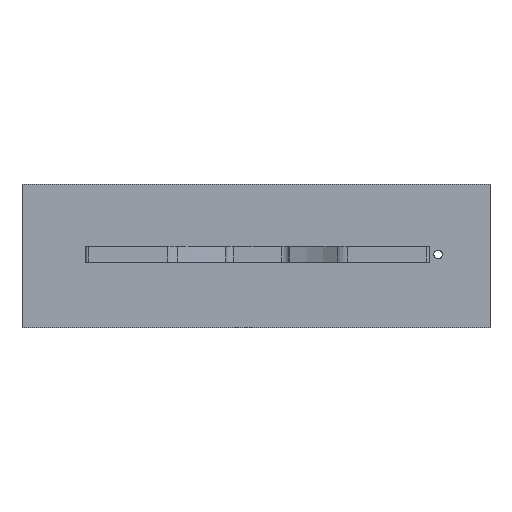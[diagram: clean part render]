
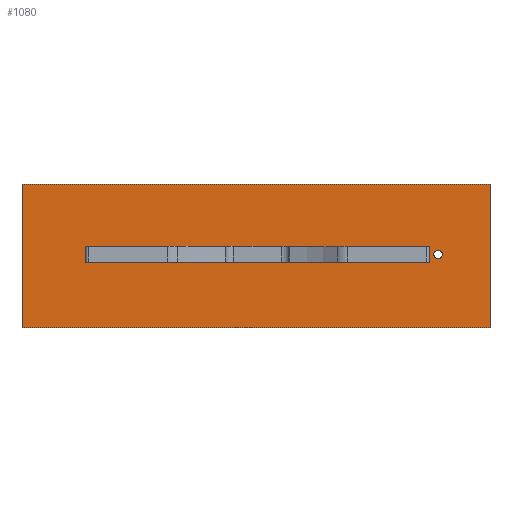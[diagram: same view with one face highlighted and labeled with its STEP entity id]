
A CAD part, top view. The second image highlights one B-rep face of the part: STEP entity #1080.
In plain terms, the highlighted planar face has unit normal (0, 0, 1).
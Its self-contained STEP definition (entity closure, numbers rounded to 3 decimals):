
#69=FACE_BOUND('',#239,.T.);
#70=FACE_BOUND('',#240,.T.);
#71=FACE_BOUND('',#241,.T.);
#72=FACE_BOUND('',#242,.T.);
#73=FACE_BOUND('',#243,.T.);
#94=PLANE('',#1204);
#153=FACE_OUTER_BOUND('',#238,.T.);
#238=EDGE_LOOP('',(#981,#982,#983,#984));
#239=EDGE_LOOP('',(#985));
#240=EDGE_LOOP('',(#986));
#241=EDGE_LOOP('',(#987));
#242=EDGE_LOOP('',(#988));
#243=EDGE_LOOP('',(#989));
#306=LINE('',#1978,#380);
#310=LINE('',#1986,#384);
#313=LINE('',#1992,#387);
#316=LINE('',#1997,#390);
#380=VECTOR('',#1503,10.);
#384=VECTOR('',#1509,10.);
#387=VECTOR('',#1514,10.);
#390=VECTOR('',#1519,10.);
#435=CIRCLE('',#1170,3.378);
#439=CIRCLE('',#1177,3.378);
#443=CIRCLE('',#1184,3.378);
#447=CIRCLE('',#1191,3.378);
#451=CIRCLE('',#1198,3.378);
#527=VERTEX_POINT('',#1920);
#531=VERTEX_POINT('',#1933);
#535=VERTEX_POINT('',#1946);
#539=VERTEX_POINT('',#1959);
#543=VERTEX_POINT('',#1972);
#544=VERTEX_POINT('',#1976);
#545=VERTEX_POINT('',#1977);
#548=VERTEX_POINT('',#1985);
#550=VERTEX_POINT('',#1991);
#661=EDGE_CURVE('',#527,#527,#435,.T.);
#667=EDGE_CURVE('',#531,#531,#439,.T.);
#673=EDGE_CURVE('',#535,#535,#443,.T.);
#679=EDGE_CURVE('',#539,#539,#447,.T.);
#685=EDGE_CURVE('',#543,#543,#451,.T.);
#686=EDGE_CURVE('',#544,#545,#306,.T.);
#690=EDGE_CURVE('',#545,#548,#310,.T.);
#693=EDGE_CURVE('',#548,#550,#313,.T.);
#696=EDGE_CURVE('',#550,#544,#316,.T.);
#981=ORIENTED_EDGE('',*,*,#696,.T.);
#982=ORIENTED_EDGE('',*,*,#686,.T.);
#983=ORIENTED_EDGE('',*,*,#690,.T.);
#984=ORIENTED_EDGE('',*,*,#693,.T.);
#985=ORIENTED_EDGE('',*,*,#661,.T.);
#986=ORIENTED_EDGE('',*,*,#667,.T.);
#987=ORIENTED_EDGE('',*,*,#673,.T.);
#988=ORIENTED_EDGE('',*,*,#679,.T.);
#989=ORIENTED_EDGE('',*,*,#685,.T.);
#1080=ADVANCED_FACE('',(#153,#69,#70,#71,#72,#73),#94,.F.);
#1170=AXIS2_PLACEMENT_3D('',#1922,#1435,#1436);
#1177=AXIS2_PLACEMENT_3D('',#1935,#1451,#1452);
#1184=AXIS2_PLACEMENT_3D('',#1948,#1467,#1468);
#1191=AXIS2_PLACEMENT_3D('',#1961,#1483,#1484);
#1198=AXIS2_PLACEMENT_3D('',#1974,#1499,#1500);
#1204=AXIS2_PLACEMENT_3D('',#2000,#1523,#1524);
#1435=DIRECTION('center_axis',(0.,0.,-1.));
#1436=DIRECTION('ref_axis',(1.,0.,0.));
#1451=DIRECTION('center_axis',(0.,0.,-1.));
#1452=DIRECTION('ref_axis',(1.,0.,0.));
#1467=DIRECTION('center_axis',(0.,0.,-1.));
#1468=DIRECTION('ref_axis',(1.,0.,0.));
#1483=DIRECTION('center_axis',(0.,0.,-1.));
#1484=DIRECTION('ref_axis',(1.,0.,0.));
#1499=DIRECTION('center_axis',(0.,0.,-1.));
#1500=DIRECTION('ref_axis',(1.,0.,0.));
#1503=DIRECTION('',(0.,1.,0.));
#1509=DIRECTION('',(-1.,0.,0.));
#1514=DIRECTION('',(0.,-1.,0.));
#1519=DIRECTION('',(1.,0.,0.));
#1523=DIRECTION('center_axis',(0.,0.,-1.));
#1524=DIRECTION('ref_axis',(1.,0.,0.));
#1920=CARTESIAN_POINT('',(100.381,1.27,12.7));
#1922=CARTESIAN_POINT('Origin',(103.759,1.27,12.7));
#1933=CARTESIAN_POINT('',(-56.337,1.27,12.7));
#1935=CARTESIAN_POINT('Origin',(-52.959,1.27,12.7));
#1946=CARTESIAN_POINT('',(-107.137,1.27,12.7));
#1948=CARTESIAN_POINT('Origin',(-103.759,1.27,12.7));
#1959=CARTESIAN_POINT('',(49.581,1.27,12.7));
#1961=CARTESIAN_POINT('Origin',(52.959,1.27,12.7));
#1972=CARTESIAN_POINT('',(141.656,1.27,12.7));
#1974=CARTESIAN_POINT('Origin',(145.034,1.27,12.7));
#1976=CARTESIAN_POINT('',(186.309,-57.15,12.7));
#1977=CARTESIAN_POINT('',(186.309,57.15,12.7));
#1978=CARTESIAN_POINT('',(186.309,-57.15,12.7));
#1985=CARTESIAN_POINT('',(-186.309,57.15,12.7));
#1986=CARTESIAN_POINT('',(186.309,57.15,12.7));
#1991=CARTESIAN_POINT('',(-186.309,-57.15,12.7));
#1992=CARTESIAN_POINT('',(-186.309,57.15,12.7));
#1997=CARTESIAN_POINT('',(-186.309,-57.15,12.7));
#2000=CARTESIAN_POINT('Origin',(0.,0.,
12.7));
